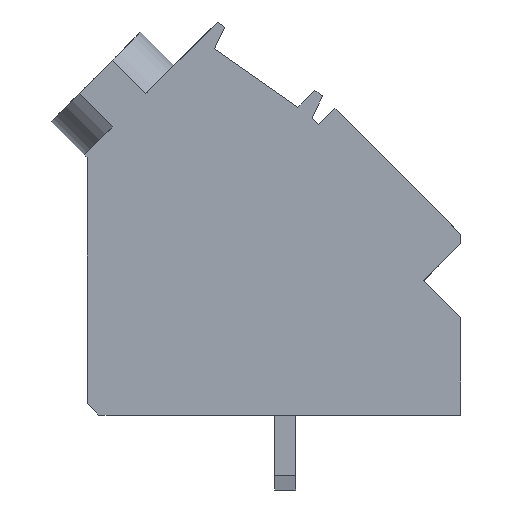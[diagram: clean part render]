
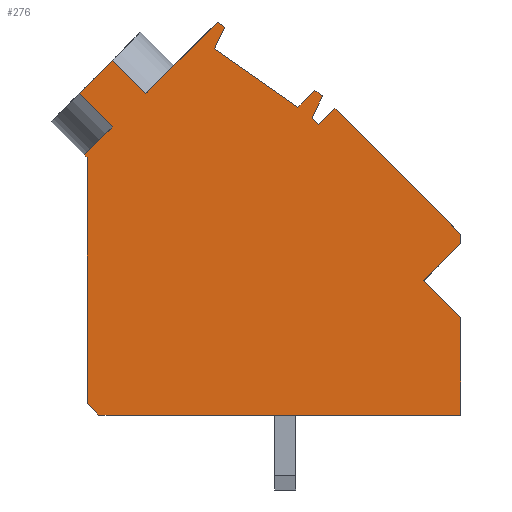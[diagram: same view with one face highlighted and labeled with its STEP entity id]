
A CAD part, left-side view. The second image highlights one B-rep face of the part: STEP entity #276.
In plain terms, the highlighted planar face has unit normal (-1, 0, 0).
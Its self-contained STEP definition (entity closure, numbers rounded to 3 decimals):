
#114=AXIS2_PLACEMENT_3D('Plane Axis2P3D',#111,#112,#113) ;
#40=CARTESIAN_POINT('Vertex',(0.,15.96,3.7)) ;
#56=CARTESIAN_POINT('Vertex',(0.,15.46,3.2)) ;
#59=CARTESIAN_POINT('Line Origine',(0.,15.71,3.45)) ;
#82=CARTESIAN_POINT('Vertex',(0.,0.,3.2)) ;
#96=CARTESIAN_POINT('Vertex',(0.,0.,7.36)) ;
#99=CARTESIAN_POINT('Line Origine',(0.,0.,5.28)) ;
#111=CARTESIAN_POINT('Axis2P3D Location',(0.,15.96,3.2)) ;
#116=CARTESIAN_POINT('Line Origine',(0.,15.492,14.92)) ;
#120=CARTESIAN_POINT('Vertex',(0.,16.086,14.326)) ;
#122=CARTESIAN_POINT('Vertex',(0.,14.898,15.514)) ;
#125=CARTESIAN_POINT('Line Origine',(0.,16.023,14.263)) ;
#129=CARTESIAN_POINT('Vertex',(0.,15.96,14.2)) ;
#132=CARTESIAN_POINT('Line Origine',(0.,15.96,8.95)) ;
#137=CARTESIAN_POINT('Line Origine',(0.,7.73,3.2)) ;
#142=CARTESIAN_POINT('Line Origine',(0.,0.792,8.152)) ;
#146=CARTESIAN_POINT('Vertex',(0.,1.584,8.944)) ;
#149=CARTESIAN_POINT('Line Origine',(0.,0.792,9.736)) ;
#153=CARTESIAN_POINT('Vertex',(0.,0.,10.528)) ;
#156=CARTESIAN_POINT('Line Origine',(0.,0.,10.733)) ;
#160=CARTESIAN_POINT('Vertex',(0.,0.,10.938)) ;
#163=CARTESIAN_POINT('Line Origine',(0.,2.687,13.625)) ;
#167=CARTESIAN_POINT('Vertex',(0.,5.374,16.312)) ;
#170=CARTESIAN_POINT('Line Origine',(0.,5.728,15.958)) ;
#174=CARTESIAN_POINT('Vertex',(0.,6.081,15.605)) ;
#177=CARTESIAN_POINT('Line Origine',(0.,6.219,15.742)) ;
#181=CARTESIAN_POINT('Vertex',(0.,6.356,15.88)) ;
#184=CARTESIAN_POINT('Line Origine',(0.,6.131,16.363)) ;
#188=CARTESIAN_POINT('Vertex',(0.,5.906,16.845)) ;
#191=CARTESIAN_POINT('Line Origine',(0.,6.074,16.963)) ;
#195=CARTESIAN_POINT('Vertex',(0.,6.242,17.08)) ;
#198=CARTESIAN_POINT('Line Origine',(0.,6.601,16.721)) ;
#202=CARTESIAN_POINT('Vertex',(0.,6.96,16.362)) ;
#205=CARTESIAN_POINT('Line Origine',(0.,8.741,17.609)) ;
#209=CARTESIAN_POINT('Vertex',(0.,10.522,18.857)) ;
#212=CARTESIAN_POINT('Line Origine',(0.,10.307,19.317)) ;
#216=CARTESIAN_POINT('Vertex',(0.,10.093,19.777)) ;
#219=CARTESIAN_POINT('Line Origine',(0.,10.252,19.888)) ;
#223=CARTESIAN_POINT('Vertex',(0.,10.412,20.)) ;
#226=CARTESIAN_POINT('Line Origine',(0.,11.934,18.478)) ;
#230=CARTESIAN_POINT('Vertex',(0.,13.455,16.956)) ;
#233=CARTESIAN_POINT('Line Origine',(0.,14.163,17.663)) ;
#237=CARTESIAN_POINT('Vertex',(0.,14.87,18.37)) ;
#240=CARTESIAN_POINT('Line Origine',(0.,15.591,17.649)) ;
#244=CARTESIAN_POINT('Vertex',(0.,16.312,16.928)) ;
#247=CARTESIAN_POINT('Line Origine',(0.,15.605,16.221)) ;
#60=DIRECTION('Vector Direction',(0.,0.707,0.707)) ;
#100=DIRECTION('Vector Direction',(0.,0.,-1.)) ;
#112=DIRECTION('Axis2P3D Direction',(1.,-0.,0.)) ;
#113=DIRECTION('Axis2P3D XDirection',(0.,1.,0.)) ;
#117=DIRECTION('Vector Direction',(0.,-0.707,0.707)) ;
#126=DIRECTION('Vector Direction',(0.,0.707,0.707)) ;
#133=DIRECTION('Vector Direction',(0.,0.,1.)) ;
#138=DIRECTION('Vector Direction',(0.,1.,0.)) ;
#143=DIRECTION('Vector Direction',(0.,-0.707,-0.707)) ;
#150=DIRECTION('Vector Direction',(0.,0.707,-0.707)) ;
#157=DIRECTION('Vector Direction',(0.,0.,-1.)) ;
#164=DIRECTION('Vector Direction',(0.,-0.707,-0.707)) ;
#171=DIRECTION('Vector Direction',(0.,-0.707,0.707)) ;
#178=DIRECTION('Vector Direction',(0.,-0.707,-0.707)) ;
#185=DIRECTION('Vector Direction',(0.,0.423,-0.906)) ;
#192=DIRECTION('Vector Direction',(0.,-0.819,-0.574)) ;
#199=DIRECTION('Vector Direction',(0.,-0.707,0.707)) ;
#206=DIRECTION('Vector Direction',(0.,-0.819,-0.574)) ;
#213=DIRECTION('Vector Direction',(0.,0.423,-0.906)) ;
#220=DIRECTION('Vector Direction',(0.,-0.819,-0.574)) ;
#227=DIRECTION('Vector Direction',(0.,-0.707,0.707)) ;
#234=DIRECTION('Vector Direction',(0.,-0.707,-0.707)) ;
#241=DIRECTION('Vector Direction',(0.,-0.707,0.707)) ;
#248=DIRECTION('Vector Direction',(0.,0.707,0.707)) ;
#61=VECTOR('Line Direction',#60,1.) ;
#101=VECTOR('Line Direction',#100,1.) ;
#118=VECTOR('Line Direction',#117,1.) ;
#127=VECTOR('Line Direction',#126,1.) ;
#134=VECTOR('Line Direction',#133,1.) ;
#139=VECTOR('Line Direction',#138,1.) ;
#144=VECTOR('Line Direction',#143,1.) ;
#151=VECTOR('Line Direction',#150,1.) ;
#158=VECTOR('Line Direction',#157,1.) ;
#165=VECTOR('Line Direction',#164,1.) ;
#172=VECTOR('Line Direction',#171,1.) ;
#179=VECTOR('Line Direction',#178,1.) ;
#186=VECTOR('Line Direction',#185,1.) ;
#193=VECTOR('Line Direction',#192,1.) ;
#200=VECTOR('Line Direction',#199,1.) ;
#207=VECTOR('Line Direction',#206,1.) ;
#214=VECTOR('Line Direction',#213,1.) ;
#221=VECTOR('Line Direction',#220,1.) ;
#228=VECTOR('Line Direction',#227,1.) ;
#235=VECTOR('Line Direction',#234,1.) ;
#242=VECTOR('Line Direction',#241,1.) ;
#249=VECTOR('Line Direction',#248,1.) ;
#253=ORIENTED_EDGE('',*,*,#124,.F.) ;
#254=ORIENTED_EDGE('',*,*,#131,.F.) ;
#255=ORIENTED_EDGE('',*,*,#136,.F.) ;
#256=ORIENTED_EDGE('',*,*,#63,.F.) ;
#257=ORIENTED_EDGE('',*,*,#141,.F.) ;
#258=ORIENTED_EDGE('',*,*,#103,.F.) ;
#259=ORIENTED_EDGE('',*,*,#148,.F.) ;
#260=ORIENTED_EDGE('',*,*,#155,.F.) ;
#261=ORIENTED_EDGE('',*,*,#162,.F.) ;
#262=ORIENTED_EDGE('',*,*,#169,.F.) ;
#263=ORIENTED_EDGE('',*,*,#176,.F.) ;
#264=ORIENTED_EDGE('',*,*,#183,.F.) ;
#265=ORIENTED_EDGE('',*,*,#190,.F.) ;
#266=ORIENTED_EDGE('',*,*,#197,.F.) ;
#267=ORIENTED_EDGE('',*,*,#204,.F.) ;
#268=ORIENTED_EDGE('',*,*,#211,.F.) ;
#269=ORIENTED_EDGE('',*,*,#218,.F.) ;
#270=ORIENTED_EDGE('',*,*,#225,.F.) ;
#271=ORIENTED_EDGE('',*,*,#232,.F.) ;
#272=ORIENTED_EDGE('',*,*,#239,.F.) ;
#273=ORIENTED_EDGE('',*,*,#246,.F.) ;
#274=ORIENTED_EDGE('',*,*,#251,.F.) ;
#276=ADVANCED_FACE('Housing',(#275),#115,.F.) ;
#63=EDGE_CURVE('',#57,#41,#62,.T.) ;
#103=EDGE_CURVE('',#97,#83,#102,.T.) ;
#124=EDGE_CURVE('',#121,#123,#119,.T.) ;
#131=EDGE_CURVE('',#130,#121,#128,.T.) ;
#136=EDGE_CURVE('',#41,#130,#135,.T.) ;
#141=EDGE_CURVE('',#83,#57,#140,.T.) ;
#148=EDGE_CURVE('',#147,#97,#145,.T.) ;
#155=EDGE_CURVE('',#154,#147,#152,.T.) ;
#162=EDGE_CURVE('',#161,#154,#159,.T.) ;
#169=EDGE_CURVE('',#168,#161,#166,.T.) ;
#176=EDGE_CURVE('',#175,#168,#173,.T.) ;
#183=EDGE_CURVE('',#182,#175,#180,.T.) ;
#190=EDGE_CURVE('',#189,#182,#187,.T.) ;
#197=EDGE_CURVE('',#196,#189,#194,.T.) ;
#204=EDGE_CURVE('',#203,#196,#201,.T.) ;
#211=EDGE_CURVE('',#210,#203,#208,.T.) ;
#218=EDGE_CURVE('',#217,#210,#215,.T.) ;
#225=EDGE_CURVE('',#224,#217,#222,.T.) ;
#232=EDGE_CURVE('',#231,#224,#229,.T.) ;
#239=EDGE_CURVE('',#238,#231,#236,.T.) ;
#246=EDGE_CURVE('',#245,#238,#243,.T.) ;
#251=EDGE_CURVE('',#123,#245,#250,.T.) ;
#252=EDGE_LOOP('',(#253,#254,#255,#256,#257,#258,#259,#260,#261,#262,#263,#264,#265,#266,#267,#268,#269,#270,#271,#272,#273,#274)) ;
#275=FACE_OUTER_BOUND('',#252,.T.) ;
#62=LINE('Line',#59,#61) ;
#102=LINE('Line',#99,#101) ;
#119=LINE('Line',#116,#118) ;
#128=LINE('Line',#125,#127) ;
#135=LINE('Line',#132,#134) ;
#140=LINE('Line',#137,#139) ;
#145=LINE('Line',#142,#144) ;
#152=LINE('Line',#149,#151) ;
#159=LINE('Line',#156,#158) ;
#166=LINE('Line',#163,#165) ;
#173=LINE('Line',#170,#172) ;
#180=LINE('Line',#177,#179) ;
#187=LINE('Line',#184,#186) ;
#194=LINE('Line',#191,#193) ;
#201=LINE('Line',#198,#200) ;
#208=LINE('Line',#205,#207) ;
#215=LINE('Line',#212,#214) ;
#222=LINE('Line',#219,#221) ;
#229=LINE('Line',#226,#228) ;
#236=LINE('Line',#233,#235) ;
#243=LINE('Line',#240,#242) ;
#250=LINE('Line',#247,#249) ;
#115=PLANE('',#114) ;
#41=VERTEX_POINT('',#40) ;
#57=VERTEX_POINT('',#56) ;
#83=VERTEX_POINT('',#82) ;
#97=VERTEX_POINT('',#96) ;
#121=VERTEX_POINT('',#120) ;
#123=VERTEX_POINT('',#122) ;
#130=VERTEX_POINT('',#129) ;
#147=VERTEX_POINT('',#146) ;
#154=VERTEX_POINT('',#153) ;
#161=VERTEX_POINT('',#160) ;
#168=VERTEX_POINT('',#167) ;
#175=VERTEX_POINT('',#174) ;
#182=VERTEX_POINT('',#181) ;
#189=VERTEX_POINT('',#188) ;
#196=VERTEX_POINT('',#195) ;
#203=VERTEX_POINT('',#202) ;
#210=VERTEX_POINT('',#209) ;
#217=VERTEX_POINT('',#216) ;
#224=VERTEX_POINT('',#223) ;
#231=VERTEX_POINT('',#230) ;
#238=VERTEX_POINT('',#237) ;
#245=VERTEX_POINT('',#244) ;
